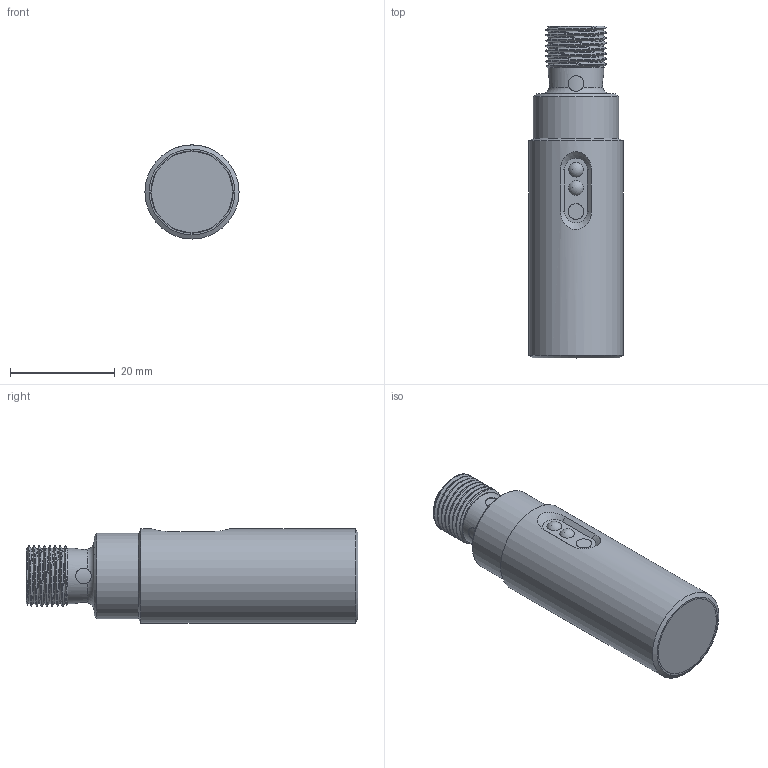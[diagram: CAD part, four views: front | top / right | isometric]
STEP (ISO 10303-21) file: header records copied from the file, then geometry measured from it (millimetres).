
FILE_DESCRIPTION (( 'STEP AP214' ), '1' );
FILE_NAME ('C18D-AP-1E.STEP', '2018-04-19T20:18:12', ( '' ), ( '' ), 'SwSTEP 2.0', 'SolidWorks 2017', '' );
FILE_SCHEMA (( 'AUTOMOTIVE_DESIGN' ));
Length unit declared in the file: inch
Products named in the file (1): C18D-AP-1E
Bounding box: 18 x 63.5 x 18 mm (x, y, z)
Volume: 13487.5 mm3; surface area: 5156.4 mm2
Topology: 3 solids, 4 shells, 63 faces, 159 edges, 104 vertices
Faces by surface type: cylinder 29, plane 15, cone 8, sphere 7, bspline 3, torus 1
Full cylindrical faces by diameter (mm): 1.008 x4, 3 x8, 8.499 x1, 10.551 x1, 15.731 x1, 16.4 x1, 18 x1
Entity records: 4599 total; most frequent: CARTESIAN_POINT 2620, DIRECTION 215, ORIENTED_EDGE 186, AXIS2_PLACEMENT_3D 99, EDGE_LOOP 97, EDGE_CURVE 93, FACE_OUTER_BOUND 81, VERTEX_POINT 72
